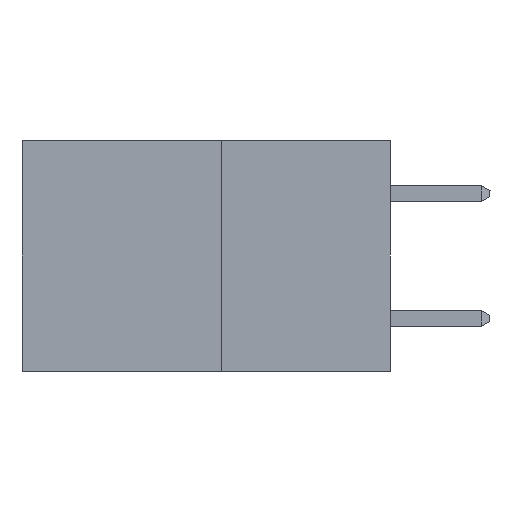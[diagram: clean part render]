
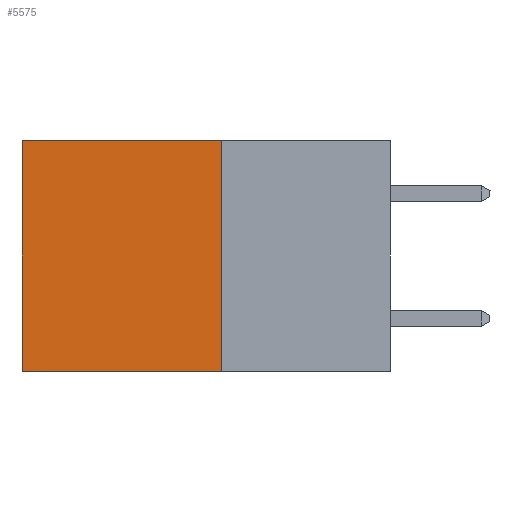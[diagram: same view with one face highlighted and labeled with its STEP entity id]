
A CAD part, left-side view. The second image highlights one B-rep face of the part: STEP entity #5575.
In plain terms, the highlighted planar face has unit normal (-1, 0, 0).
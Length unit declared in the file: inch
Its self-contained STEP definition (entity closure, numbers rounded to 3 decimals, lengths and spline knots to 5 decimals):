
#1987 = VERTEX_POINT ( 'NONE', #11765 ) ;
#2045 = CARTESIAN_POINT ( 'NONE',  ( 0.277, 0.27, -0.37 ) ) ;
#2142 = DIRECTION ( 'NONE',  ( 0., 1., 0. ) ) ;
#2357 = LINE ( 'NONE', #2526, #9809 ) ;
#2364 = FACE_OUTER_BOUND ( 'NONE', #8474, .T. ) ;
#2368 = DIRECTION ( 'NONE',  ( 0., 1., 0. ) ) ;
#2421 = VECTOR ( 'NONE', #2368, 39.37008 ) ;
#2517 = EDGE_CURVE ( 'NONE', #1987, #11434, #6593, .T. ) ;
#2526 = CARTESIAN_POINT ( 'NONE',  ( 0.277, 0.59, -0.37 ) ) ;
#2528 = LINE ( 'NONE', #8735, #7251 ) ;
#2546 = CARTESIAN_POINT ( 'NONE',  ( 0.277, 0.27, 0. ) ) ;
#3398 = CARTESIAN_POINT ( 'NONE',  ( 0.277, 0.59, 0. ) ) ;
#3460 = PLANE ( 'NONE',  #4854 ) ;
#3665 = ORIENTED_EDGE ( 'NONE', *, *, #12124, .T. ) ;
#4397 = CARTESIAN_POINT ( 'NONE',  ( 0.277, 0.27, -0.37 ) ) ;
#4854 = AXIS2_PLACEMENT_3D ( 'NONE', #4397, #5367, #11745 ) ;
#4924 = LINE ( 'NONE', #6868, #6552 ) ;
#5260 = VERTEX_POINT ( 'NONE', #2045 ) ;
#5315 = EDGE_CURVE ( 'NONE', #5260, #5891, #2528, .T. ) ;
#5367 = DIRECTION ( 'NONE',  ( 1., 0., 0. ) ) ;
#5575 = ADVANCED_FACE ( 'NONE', ( #2364 ), #3460, .F. ) ;
#5891 = VERTEX_POINT ( 'NONE', #6675 ) ;
#6160 = ORIENTED_EDGE ( 'NONE', *, *, #5315, .F. ) ;
#6463 = ORIENTED_EDGE ( 'NONE', *, *, #2517, .T. ) ;
#6552 = VECTOR ( 'NONE', #7830, 39.37008 ) ;
#6593 = LINE ( 'NONE', #2546, #2421 ) ;
#6675 = CARTESIAN_POINT ( 'NONE',  ( 0.277, 0.59, -0.37 ) ) ;
#6868 = CARTESIAN_POINT ( 'NONE',  ( 0.277, 0.27, -0.37 ) ) ;
#7251 = VECTOR ( 'NONE', #2142, 39.37008 ) ;
#7830 = DIRECTION ( 'NONE',  ( 0., 0., -1. ) ) ;
#8474 = EDGE_LOOP ( 'NONE', ( #3665, #6160, #8624, #6463 ) ) ;
#8624 = ORIENTED_EDGE ( 'NONE', *, *, #11230, .F. ) ;
#8735 = CARTESIAN_POINT ( 'NONE',  ( 0.277, 0.27, -0.37 ) ) ;
#9809 = VECTOR ( 'NONE', #9930, 39.37008 ) ;
#9930 = DIRECTION ( 'NONE',  ( 0., 0., -1. ) ) ;
#11230 = EDGE_CURVE ( 'NONE', #1987, #5260, #4924, .T. ) ;
#11434 = VERTEX_POINT ( 'NONE', #3398 ) ;
#11745 = DIRECTION ( 'NONE',  ( 0., 0., -1. ) ) ;
#11765 = CARTESIAN_POINT ( 'NONE',  ( 0.277, 0.27, 0. ) ) ;
#12124 = EDGE_CURVE ( 'NONE', #11434, #5891, #2357, .T. ) ;
